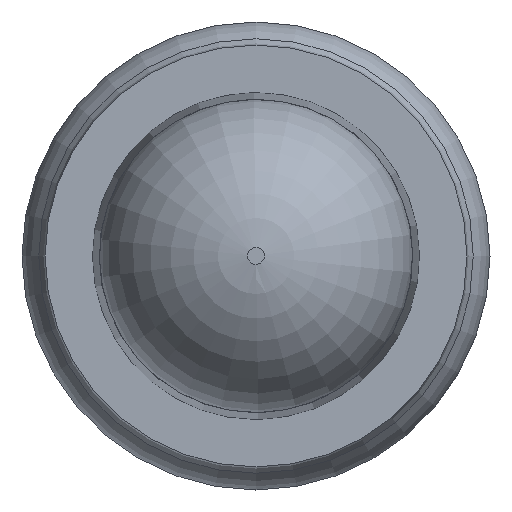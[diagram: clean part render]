
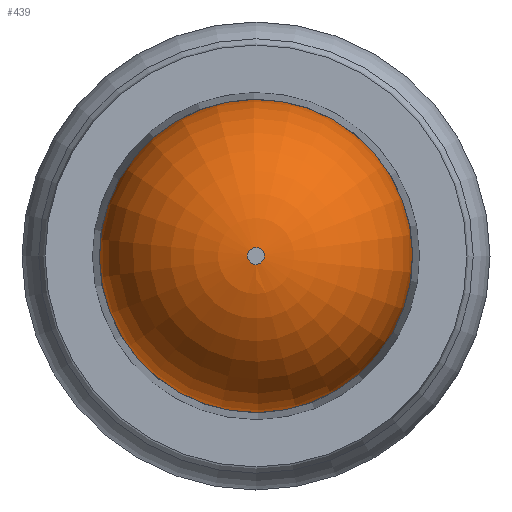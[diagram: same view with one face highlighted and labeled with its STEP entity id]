
A CAD part, left-side view. The second image highlights one B-rep face of the part: STEP entity #439.
In plain terms, the highlighted toroidal (fillet/blend) face has major radius 0 mm and minor radius 0.457 mm.
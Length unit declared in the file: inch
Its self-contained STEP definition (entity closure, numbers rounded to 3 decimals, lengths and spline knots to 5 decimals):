
#23 = DIRECTION ( 'NONE',  ( 1., 0., 0. ) ) ;
#81 = DIRECTION ( 'NONE',  ( 0., -0.015, -1. ) ) ;
#176 = CARTESIAN_POINT ( 'NONE',  ( -0.46, -0.00001, -0.001 ) ) ;
#183 = CARTESIAN_POINT ( 'NONE',  ( -0.44203, -0.00027, -0.01799 ) ) ;
#203 = CIRCLE ( 'NONE', #558, 0.001 ) ;
#227 = EDGE_LOOP ( 'NONE', ( #377 ) ) ;
#249 = EDGE_CURVE ( 'NONE', #614, #614, #562, .T. ) ;
#251 = DIRECTION ( 'NONE',  ( 1., 0., 0. ) ) ;
#256 = CARTESIAN_POINT ( 'NONE',  ( -0.44203, 0., 0. ) ) ;
#302 = AXIS2_PLACEMENT_3D ( 'NONE', #256, #251, #461 ) ;
#377 = ORIENTED_EDGE ( 'NONE', *, *, #478, .T. ) ;
#439 = ADVANCED_FACE ( 'NONE', ( #552, #503 ), #446, .T. ) ;
#446 = TOROIDAL_SURFACE ( 'NONE', #589, 0., 0.018 ) ;
#455 = CARTESIAN_POINT ( 'NONE',  ( -0.46, 0., 0. ) ) ;
#461 = DIRECTION ( 'NONE',  ( 0., -0.015, -1. ) ) ;
#478 = EDGE_CURVE ( 'NONE', #609, #609, #203, .T. ) ;
#503 = FACE_OUTER_BOUND ( 'NONE', #227, .T. ) ;
#515 = DIRECTION ( 'NONE',  ( 1., 0., 0. ) ) ;
#552 = FACE_OUTER_BOUND ( 'NONE', #569, .T. ) ;
#558 = AXIS2_PLACEMENT_3D ( 'NONE', #455, #23, #598 ) ;
#562 = CIRCLE ( 'NONE', #302, 0.018 ) ;
#569 = EDGE_LOOP ( 'NONE', ( #597 ) ) ;
#589 = AXIS2_PLACEMENT_3D ( 'NONE', #600, #515, #81 ) ;
#597 = ORIENTED_EDGE ( 'NONE', *, *, #249, .F. ) ;
#598 = DIRECTION ( 'NONE',  ( 0., -0.015, -1. ) ) ;
#600 = CARTESIAN_POINT ( 'NONE',  ( -0.44203, 0., 0. ) ) ;
#609 = VERTEX_POINT ( 'NONE', #176 ) ;
#614 = VERTEX_POINT ( 'NONE', #183 ) ;
